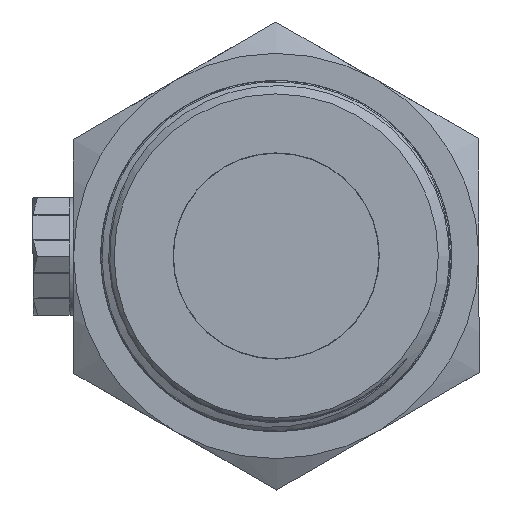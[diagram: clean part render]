
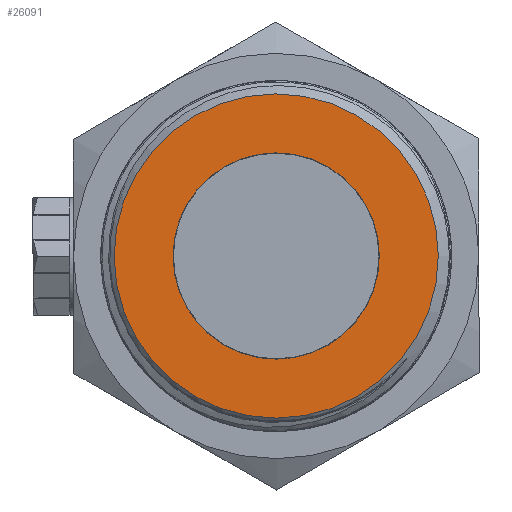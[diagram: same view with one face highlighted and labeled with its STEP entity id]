
A CAD part, left-side view. The second image highlights one B-rep face of the part: STEP entity #26091.
In plain terms, the highlighted planar face has unit normal (-1, 0, 0).
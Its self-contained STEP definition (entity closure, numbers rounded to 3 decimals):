
#516=FACE_BOUND('',#4630,.T.);
#1687=PLANE('',#27519);
#3093=FACE_OUTER_BOUND('',#4629,.T.);
#4629=EDGE_LOOP('',(#24211));
#4630=EDGE_LOOP('',(#24212));
#5112=CIRCLE('',#27520,22.);
#5113=CIRCLE('',#27521,14.);
#12769=VERTEX_POINT('',#62510);
#12770=VERTEX_POINT('',#62512);
#16606=EDGE_CURVE('',#12769,#12769,#5112,.T.);
#16607=EDGE_CURVE('',#12770,#12770,#5113,.T.);
#24211=ORIENTED_EDGE('',*,*,#16606,.T.);
#24212=ORIENTED_EDGE('',*,*,#16607,.T.);
#26091=ADVANCED_FACE('',(#3093,#516),#1687,.T.);
#27519=AXIS2_PLACEMENT_3D('',#62509,#32069,#32070);
#27520=AXIS2_PLACEMENT_3D('',#62511,#32071,#32072);
#27521=AXIS2_PLACEMENT_3D('',#62513,#32073,#32074);
#32069=DIRECTION('center_axis',(-1.,0.,0.));
#32070=DIRECTION('ref_axis',(0.,0.,1.));
#32071=DIRECTION('center_axis',(-1.,0.,0.));
#32072=DIRECTION('ref_axis',(0.,1.,0.));
#32073=DIRECTION('center_axis',(1.,0.,0.));
#32074=DIRECTION('ref_axis',(0.,-0.003,1.));
#62509=CARTESIAN_POINT('Origin',(-45.,24.,0.));
#62510=CARTESIAN_POINT('',(-45.,-22.,0.));
#62511=CARTESIAN_POINT('Origin',(-45.,0.,0.));
#62512=CARTESIAN_POINT('',(-45.,-14.,0.));
#62513=CARTESIAN_POINT('Origin',(-45.,0.,0.));
